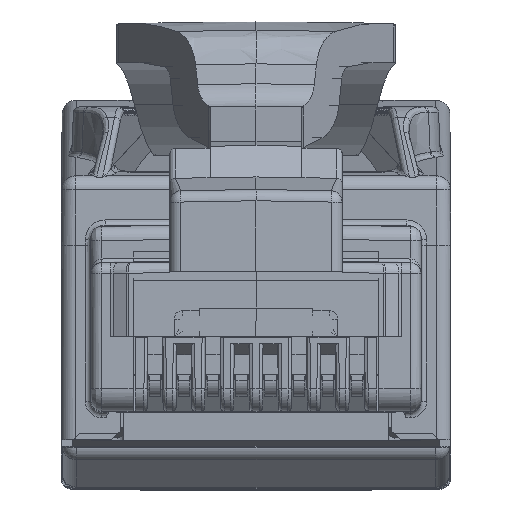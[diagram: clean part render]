
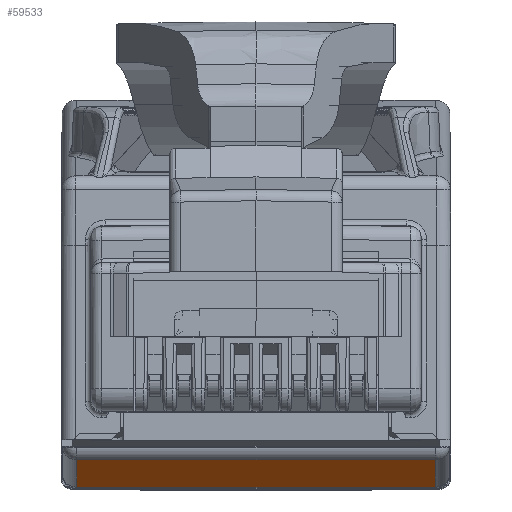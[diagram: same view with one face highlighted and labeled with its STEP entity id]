
A CAD part, top view. The second image highlights one B-rep face of the part: STEP entity #59533.
In plain terms, the highlighted planar face has unit normal (0, -0.902, 0.432).
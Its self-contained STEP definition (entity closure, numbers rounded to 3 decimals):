
#59525=AXIS2_PLACEMENT_3D('Plane Axis2P3D',#59522,#59523,#59524) ;
#56205=CARTESIAN_POINT('Vertex',(0.55,1.014,135.594)) ;
#56212=CARTESIAN_POINT('Vertex',(0.55,0.049,133.58)) ;
#56215=CARTESIAN_POINT('Line Origine',(0.55,-10.358,111.861)) ;
#56252=CARTESIAN_POINT('Vertex',(13.25,1.014,135.594)) ;
#56255=CARTESIAN_POINT('Line Origine',(-17.809,1.014,135.594)) ;
#56288=CARTESIAN_POINT('Line Origine',(13.25,10.467,155.322)) ;
#56292=CARTESIAN_POINT('Vertex',(13.25,0.049,133.58)) ;
#56329=CARTESIAN_POINT('Line Origine',(31.609,0.049,133.58)) ;
#59522=CARTESIAN_POINT('Axis2P3D Location',(6.9,0.575,134.678)) ;
#56216=DIRECTION('Vector Direction',(0.,0.432,0.902)) ;
#56256=DIRECTION('Vector Direction',(1.,0.,0.)) ;
#56289=DIRECTION('Vector Direction',(0.,-0.432,-0.902)) ;
#56330=DIRECTION('Vector Direction',(-1.,0.,0.)) ;
#59523=DIRECTION('Axis2P3D Direction',(0.,-0.902,0.432)) ;
#59524=DIRECTION('Axis2P3D XDirection',(0.,-0.432,-0.902)) ;
#56217=VECTOR('Line Direction',#56216,1.) ;
#56257=VECTOR('Line Direction',#56256,1.) ;
#56290=VECTOR('Line Direction',#56289,1.) ;
#56331=VECTOR('Line Direction',#56330,1.) ;
#59528=ORIENTED_EDGE('',*,*,#56294,.F.) ;
#59529=ORIENTED_EDGE('',*,*,#56259,.F.) ;
#59530=ORIENTED_EDGE('',*,*,#56219,.F.) ;
#59531=ORIENTED_EDGE('',*,*,#56333,.F.) ;
#59533=ADVANCED_FACE('Hauptk\X2\00F6\X0\rper',(#59532),#59526,.T.) ;
#56219=EDGE_CURVE('',#56213,#56206,#56218,.T.) ;
#56259=EDGE_CURVE('',#56206,#56253,#56258,.T.) ;
#56294=EDGE_CURVE('',#56253,#56293,#56291,.T.) ;
#56333=EDGE_CURVE('',#56293,#56213,#56332,.T.) ;
#59527=EDGE_LOOP('',(#59528,#59529,#59530,#59531)) ;
#59532=FACE_OUTER_BOUND('',#59527,.T.) ;
#56218=LINE('Line',#56215,#56217) ;
#56258=LINE('Line',#56255,#56257) ;
#56291=LINE('Line',#56288,#56290) ;
#56332=LINE('Line',#56329,#56331) ;
#59526=PLANE('',#59525) ;
#56206=VERTEX_POINT('',#56205) ;
#56213=VERTEX_POINT('',#56212) ;
#56253=VERTEX_POINT('',#56252) ;
#56293=VERTEX_POINT('',#56292) ;
